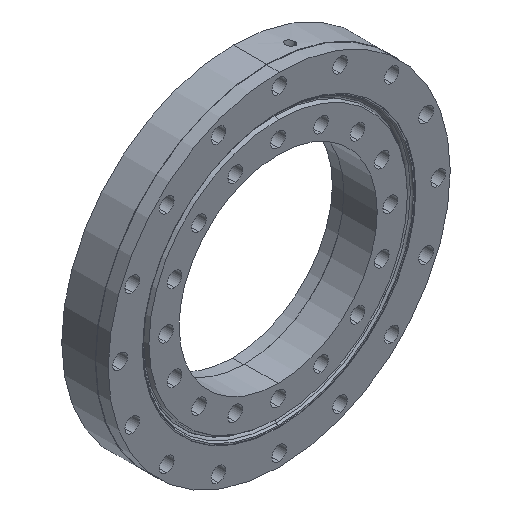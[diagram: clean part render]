
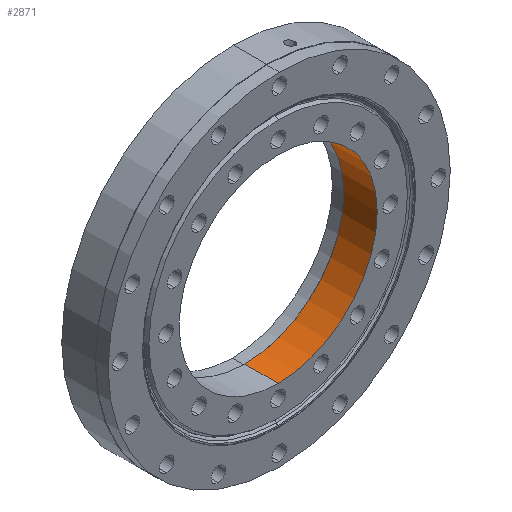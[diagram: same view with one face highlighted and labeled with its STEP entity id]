
A CAD part, isometric view. The second image highlights one B-rep face of the part: STEP entity #2871.
In plain terms, the highlighted cylindrical face has radius 95 mm (diameter 190 mm), a partial arc.
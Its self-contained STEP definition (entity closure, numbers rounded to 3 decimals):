
#20 = LINE ( 'NONE', #1139, #961 ) ;
#88 = VERTEX_POINT ( 'NONE', #3722 ) ;
#117 = DIRECTION ( 'NONE',  ( 0., 1., 0. ) ) ;
#129 = AXIS2_PLACEMENT_3D ( 'NONE', #4640, #2029, #3991 ) ;
#291 = EDGE_CURVE ( 'NONE', #88, #2613, #3638, .T. ) ;
#354 = EDGE_CURVE ( 'NONE', #4189, #88, #3696, .T. ) ;
#846 = CARTESIAN_POINT ( 'NONE',  ( 0., -21.5, -95. ) ) ;
#961 = VECTOR ( 'NONE', #4434, 1000. ) ;
#1073 = ORIENTED_EDGE ( 'NONE', *, *, #1642, .F. ) ;
#1139 = CARTESIAN_POINT ( 'NONE',  ( 0., 31.029, 95. ) ) ;
#1262 = DIRECTION ( 'NONE',  ( 0., -1., 0. ) ) ;
#1493 = CYLINDRICAL_SURFACE ( 'NONE', #2499, 95. ) ;
#1515 = AXIS2_PLACEMENT_3D ( 'NONE', #2094, #1262, #3393 ) ;
#1642 = EDGE_CURVE ( 'NONE', #2006, #4189, #4762, .T. ) ;
#1824 = DIRECTION ( 'NONE',  ( 0., 0., 1. ) ) ;
#2006 = VERTEX_POINT ( 'NONE', #2262 ) ;
#2029 = DIRECTION ( 'NONE',  ( 0., 1., 0. ) ) ;
#2094 = CARTESIAN_POINT ( 'NONE',  ( 0., 10.5, 0. ) ) ;
#2262 = CARTESIAN_POINT ( 'NONE',  ( 0., -21.5, 95. ) ) ;
#2499 = AXIS2_PLACEMENT_3D ( 'NONE', #4990, #5254, #1824 ) ;
#2587 = CARTESIAN_POINT ( 'NONE',  ( 0., 31.029, -95. ) ) ;
#2613 = VERTEX_POINT ( 'NONE', #3406 ) ;
#2764 = FACE_OUTER_BOUND ( 'NONE', #2932, .T. ) ;
#2817 = EDGE_CURVE ( 'NONE', #2006, #2613, #20, .T. ) ;
#2845 = ORIENTED_EDGE ( 'NONE', *, *, #354, .F. ) ;
#2871 = ADVANCED_FACE ( 'NONE', ( #2764 ), #1493, .F. ) ;
#2932 = EDGE_LOOP ( 'NONE', ( #2845, #1073, #5195, #3171 ) ) ;
#3171 = ORIENTED_EDGE ( 'NONE', *, *, #291, .F. ) ;
#3393 = DIRECTION ( 'NONE',  ( 0., 0., 1. ) ) ;
#3406 = CARTESIAN_POINT ( 'NONE',  ( 0., 10.5, 95. ) ) ;
#3638 = CIRCLE ( 'NONE', #1515, 95. ) ;
#3681 = VECTOR ( 'NONE', #117, 1000. ) ;
#3696 = LINE ( 'NONE', #2587, #3681 ) ;
#3722 = CARTESIAN_POINT ( 'NONE',  ( 0., 10.5, -95. ) ) ;
#3991 = DIRECTION ( 'NONE',  ( 0., 0., 1. ) ) ;
#4189 = VERTEX_POINT ( 'NONE', #846 ) ;
#4434 = DIRECTION ( 'NONE',  ( 0., 1., 0. ) ) ;
#4640 = CARTESIAN_POINT ( 'NONE',  ( 0., -21.5, 0. ) ) ;
#4762 = CIRCLE ( 'NONE', #129, 95. ) ;
#4990 = CARTESIAN_POINT ( 'NONE',  ( 0., 31.029, 0. ) ) ;
#5195 = ORIENTED_EDGE ( 'NONE', *, *, #2817, .T. ) ;
#5254 = DIRECTION ( 'NONE',  ( 0., 1., 0. ) ) ;
